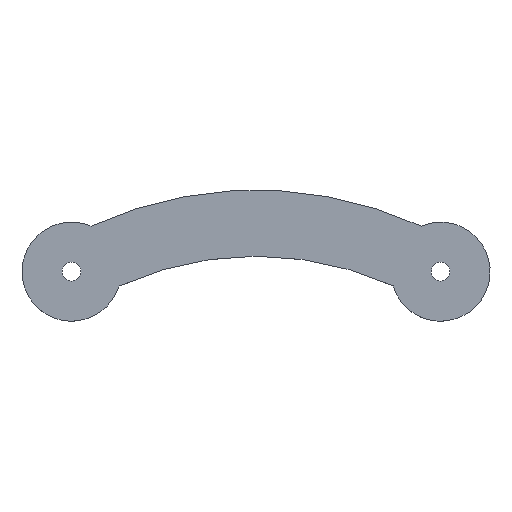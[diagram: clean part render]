
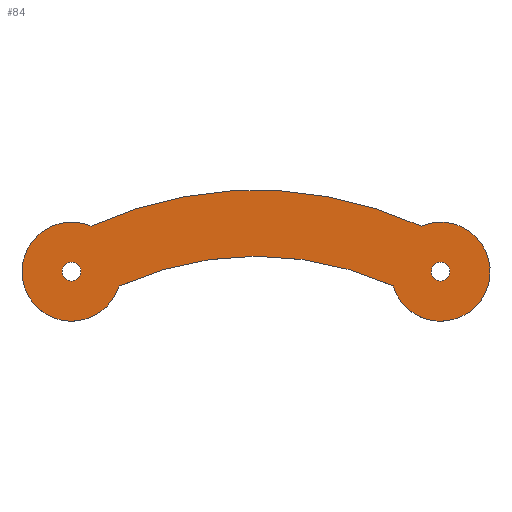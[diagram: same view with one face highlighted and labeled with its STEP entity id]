
A CAD part, top view. The second image highlights one B-rep face of the part: STEP entity #84.
In plain terms, the highlighted planar face has unit normal (0, 0, 1).
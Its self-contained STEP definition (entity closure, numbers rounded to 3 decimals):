
#4 = PLANE ( 'NONE',  #242 ) ;
#6 = CIRCLE ( 'NONE', #106, 0.85 ) ;
#9 = DIRECTION ( 'NONE',  ( -1., 0., 0. ) ) ;
#12 = EDGE_LOOP ( 'NONE', ( #336, #178, #82, #337, #99 ) ) ;
#20 = AXIS2_PLACEMENT_3D ( 'NONE', #323, #262, #385 ) ;
#21 = CARTESIAN_POINT ( 'NONE',  ( 0., 0., 1. ) ) ;
#23 = VERTEX_POINT ( 'NONE', #364 ) ;
#33 = DIRECTION ( 'NONE',  ( 0., 0., 1. ) ) ;
#34 = AXIS2_PLACEMENT_3D ( 'NONE', #21, #289, #47 ) ;
#37 = CARTESIAN_POINT ( 'NONE',  ( 16.75, -28.6, 1. ) ) ;
#42 = CIRCLE ( 'NONE', #164, 0.85 ) ;
#47 = DIRECTION ( 'NONE',  ( -1., 0., 0. ) ) ;
#58 = VERTEX_POINT ( 'NONE', #198 ) ;
#59 = CARTESIAN_POINT ( 'NONE',  ( -0.85, 0., 1. ) ) ;
#61 = CARTESIAN_POINT ( 'NONE',  ( 4.308, -1.302, 1. ) ) ;
#64 = AXIS2_PLACEMENT_3D ( 'NONE', #160, #211, #321 ) ;
#70 = CIRCLE ( 'NONE', #34, 4.5 ) ;
#78 = DIRECTION ( 'NONE',  ( 0., 0., 1. ) ) ;
#82 = ORIENTED_EDGE ( 'NONE', *, *, #206, .T. ) ;
#84 = ADVANCED_FACE ( 'NONE', ( #284, #305, #362 ), #4, .F. ) ;
#87 = EDGE_LOOP ( 'NONE', ( #378, #183 ) ) ;
#90 = CARTESIAN_POINT ( 'NONE',  ( 0., 0., 1. ) ) ;
#93 = CARTESIAN_POINT ( 'NONE',  ( 33.5, 0., 1. ) ) ;
#95 = CARTESIAN_POINT ( 'NONE',  ( 31.728, 4.136, 1. ) ) ;
#99 = ORIENTED_EDGE ( 'NONE', *, *, #377, .T. ) ;
#104 = EDGE_CURVE ( 'NONE', #215, #157, #6, .T. ) ;
#105 = VERTEX_POINT ( 'NONE', #61 ) ;
#106 = AXIS2_PLACEMENT_3D ( 'NONE', #93, #343, #241 ) ;
#114 = CIRCLE ( 'NONE', #192, 36. ) ;
#124 = CIRCLE ( 'NONE', #199, 4.5 ) ;
#125 = VERTEX_POINT ( 'NONE', #306 ) ;
#126 = AXIS2_PLACEMENT_3D ( 'NONE', #259, #78, #387 ) ;
#151 = CARTESIAN_POINT ( 'NONE',  ( 25.125, -14.3, 1. ) ) ;
#153 = VERTEX_POINT ( 'NONE', #59 ) ;
#157 = VERTEX_POINT ( 'NONE', #246 ) ;
#160 = CARTESIAN_POINT ( 'NONE',  ( 16.75, -28.6, 1. ) ) ;
#164 = AXIS2_PLACEMENT_3D ( 'NONE', #283, #349, #213 ) ;
#166 = CIRCLE ( 'NONE', #64, 30. ) ;
#178 = ORIENTED_EDGE ( 'NONE', *, *, #359, .T. ) ;
#183 = ORIENTED_EDGE ( 'NONE', *, *, #352, .F. ) ;
#184 = EDGE_CURVE ( 'NONE', #23, #370, #124, .T. ) ;
#192 = AXIS2_PLACEMENT_3D ( 'NONE', #37, #214, #9 ) ;
#194 = AXIS2_PLACEMENT_3D ( 'NONE', #285, #280, #347 ) ;
#198 = CARTESIAN_POINT ( 'NONE',  ( 29.192, -1.302, 1. ) ) ;
#199 = AXIS2_PLACEMENT_3D ( 'NONE', #90, #33, #248 ) ;
#202 = CIRCLE ( 'NONE', #126, 0.85 ) ;
#203 = EDGE_LOOP ( 'NONE', ( #216, #391 ) ) ;
#206 = EDGE_CURVE ( 'NONE', #301, #23, #114, .T. ) ;
#211 = DIRECTION ( 'NONE',  ( 0., 0., -1. ) ) ;
#213 = DIRECTION ( 'NONE',  ( 1., 0., 0. ) ) ;
#214 = DIRECTION ( 'NONE',  ( 0., 0., 1. ) ) ;
#215 = VERTEX_POINT ( 'NONE', #350 ) ;
#216 = ORIENTED_EDGE ( 'NONE', *, *, #240, .F. ) ;
#225 = CARTESIAN_POINT ( 'NONE',  ( -4.5, 0., 1. ) ) ;
#228 = CIRCLE ( 'NONE', #20, 4.5 ) ;
#237 = EDGE_CURVE ( 'NONE', #105, #58, #166, .T. ) ;
#240 = EDGE_CURVE ( 'NONE', #157, #215, #42, .T. ) ;
#241 = DIRECTION ( 'NONE',  ( 1., 0., 0. ) ) ;
#242 = AXIS2_PLACEMENT_3D ( 'NONE', #151, #245, #313 ) ;
#245 = DIRECTION ( 'NONE',  ( 0., 0., -1. ) ) ;
#246 = CARTESIAN_POINT ( 'NONE',  ( 32.65, 0., 1. ) ) ;
#248 = DIRECTION ( 'NONE',  ( -1., 0., 0. ) ) ;
#259 = CARTESIAN_POINT ( 'NONE',  ( 0., 0., 1. ) ) ;
#262 = DIRECTION ( 'NONE',  ( 0., 0., 1. ) ) ;
#280 = DIRECTION ( 'NONE',  ( 0., 0., 1. ) ) ;
#283 = CARTESIAN_POINT ( 'NONE',  ( 33.5, 0., 1. ) ) ;
#284 = FACE_OUTER_BOUND ( 'NONE', #12, .T. ) ;
#285 = CARTESIAN_POINT ( 'NONE',  ( 0., 0., 1. ) ) ;
#287 = EDGE_CURVE ( 'NONE', #153, #125, #316, .T. ) ;
#289 = DIRECTION ( 'NONE',  ( 0., 0., 1. ) ) ;
#301 = VERTEX_POINT ( 'NONE', #95 ) ;
#305 = FACE_BOUND ( 'NONE', #87, .T. ) ;
#306 = CARTESIAN_POINT ( 'NONE',  ( 0.85, 0., 1. ) ) ;
#313 = DIRECTION ( 'NONE',  ( -1., 0., 0. ) ) ;
#316 = CIRCLE ( 'NONE', #194, 0.85 ) ;
#321 = DIRECTION ( 'NONE',  ( -1., 0., 0. ) ) ;
#323 = CARTESIAN_POINT ( 'NONE',  ( 33.5, 0., 1. ) ) ;
#336 = ORIENTED_EDGE ( 'NONE', *, *, #237, .T. ) ;
#337 = ORIENTED_EDGE ( 'NONE', *, *, #184, .T. ) ;
#343 = DIRECTION ( 'NONE',  ( 0., 0., 1. ) ) ;
#347 = DIRECTION ( 'NONE',  ( 1., 0., 0. ) ) ;
#349 = DIRECTION ( 'NONE',  ( 0., 0., 1. ) ) ;
#350 = CARTESIAN_POINT ( 'NONE',  ( 34.35, 0., 1. ) ) ;
#352 = EDGE_CURVE ( 'NONE', #125, #153, #202, .T. ) ;
#359 = EDGE_CURVE ( 'NONE', #58, #301, #228, .T. ) ;
#362 = FACE_BOUND ( 'NONE', #203, .T. ) ;
#364 = CARTESIAN_POINT ( 'NONE',  ( 1.772, 4.136, 1. ) ) ;
#370 = VERTEX_POINT ( 'NONE', #225 ) ;
#377 = EDGE_CURVE ( 'NONE', #370, #105, #70, .T. ) ;
#378 = ORIENTED_EDGE ( 'NONE', *, *, #287, .F. ) ;
#385 = DIRECTION ( 'NONE',  ( 1., 0., 0. ) ) ;
#387 = DIRECTION ( 'NONE',  ( 1., 0., 0. ) ) ;
#391 = ORIENTED_EDGE ( 'NONE', *, *, #104, .F. ) ;
